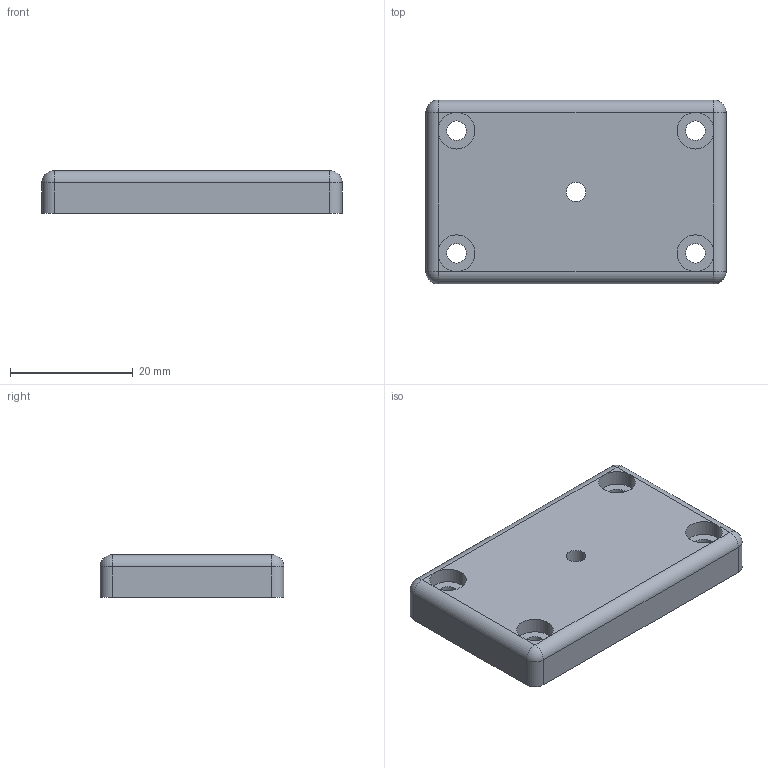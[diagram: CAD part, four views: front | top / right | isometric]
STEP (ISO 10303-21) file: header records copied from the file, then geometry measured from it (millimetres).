
FILE_DESCRIPTION (( 'STEP AP214' ), '1' );
FILE_NAME ('Front cap.STEP', '2023-08-15T00:43:35', ( '' ), ( '' ), 'SwSTEP 2.0', 'SolidWorks 2022', '' );
FILE_SCHEMA (( 'AUTOMOTIVE_DESIGN' ));
Length unit declared in the file: millimetre
Products named in the file (1): Front cap
Bounding box: 49 x 30 x 7 mm (x, y, z)
Volume: 8834.5 mm3; surface area: 4435.2 mm2
Topology: 1 solids, 1 shells, 56 faces, 136 edges, 80 vertices
Faces by surface type: cylinder 26, plane 26, sphere 4
Entity records: 1654 total; most frequent: DIRECTION 302, CARTESIAN_POINT 269, ORIENTED_EDGE 264, EDGE_CURVE 132, AXIS2_PLACEMENT_3D 113, VERTEX_POINT 80, VECTOR 76, LINE 76
